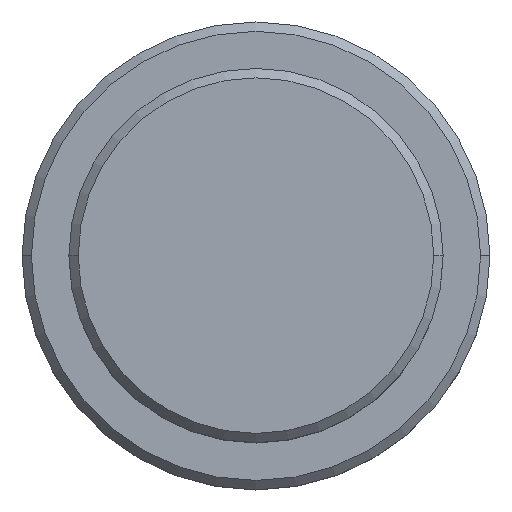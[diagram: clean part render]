
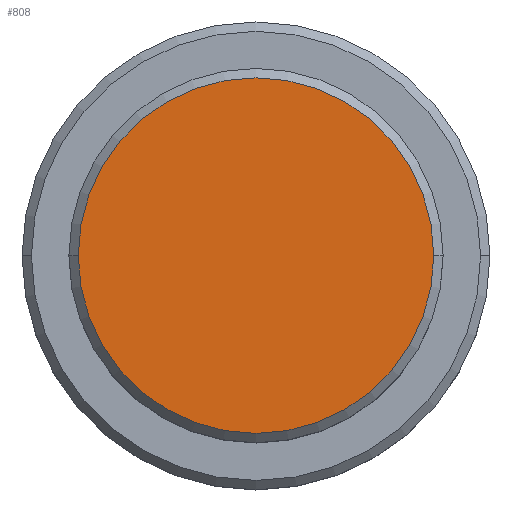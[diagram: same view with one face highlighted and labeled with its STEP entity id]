
A CAD part, top view. The second image highlights one B-rep face of the part: STEP entity #808.
In plain terms, the highlighted planar face has unit normal (0, 0, 1).
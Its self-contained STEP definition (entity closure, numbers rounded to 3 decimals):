
#45 = PLANE ( 'NONE',  #418 ) ;
#98 = DIRECTION ( 'NONE',  ( 0., 0., 1. ) ) ;
#172 = DIRECTION ( 'NONE',  ( 1., 0., 0. ) ) ;
#180 = EDGE_CURVE ( 'NONE', #316, #241, #191, .T. ) ;
#191 = CIRCLE ( 'NONE', #560, 9.5 ) ;
#194 = CARTESIAN_POINT ( 'NONE',  ( -9.5, 0., 0. ) ) ;
#241 = VERTEX_POINT ( 'NONE', #194 ) ;
#316 = VERTEX_POINT ( 'NONE', #1354 ) ;
#418 = AXIS2_PLACEMENT_3D ( 'NONE', #478, #713, #172 ) ;
#478 = CARTESIAN_POINT ( 'NONE',  ( 0., 0., 0. ) ) ;
#560 = AXIS2_PLACEMENT_3D ( 'NONE', #1070, #735, #978 ) ;
#599 = ORIENTED_EDGE ( 'NONE', *, *, #907, .T. ) ;
#713 = DIRECTION ( 'NONE',  ( 0., 0., 1. ) ) ;
#735 = DIRECTION ( 'NONE',  ( 0., 0., 1. ) ) ;
#808 = ADVANCED_FACE ( 'NONE', ( #1016 ), #45, .T. ) ;
#871 = DIRECTION ( 'NONE',  ( 1., 0., 0. ) ) ;
#907 = EDGE_CURVE ( 'NONE', #241, #316, #1269, .T. ) ;
#930 = EDGE_LOOP ( 'NONE', ( #599, #1355 ) ) ;
#962 = AXIS2_PLACEMENT_3D ( 'NONE', #983, #98, #871 ) ;
#978 = DIRECTION ( 'NONE',  ( 1., 0., 0. ) ) ;
#983 = CARTESIAN_POINT ( 'NONE',  ( 0., 0., 0. ) ) ;
#1016 = FACE_OUTER_BOUND ( 'NONE', #930, .T. ) ;
#1070 = CARTESIAN_POINT ( 'NONE',  ( 0., 0., 0. ) ) ;
#1269 = CIRCLE ( 'NONE', #962, 9.5 ) ;
#1354 = CARTESIAN_POINT ( 'NONE',  ( 9.5, 0., 0. ) ) ;
#1355 = ORIENTED_EDGE ( 'NONE', *, *, #180, .T. ) ;
